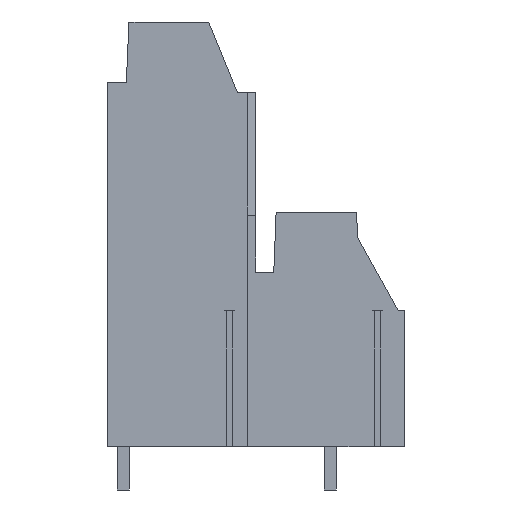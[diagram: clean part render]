
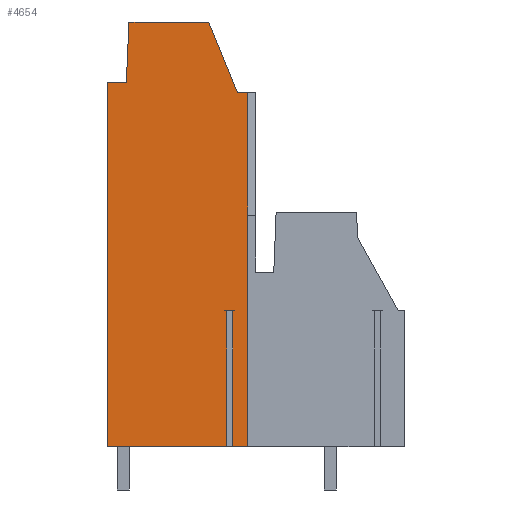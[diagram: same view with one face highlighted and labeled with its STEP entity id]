
A CAD part, left-side view. The second image highlights one B-rep face of the part: STEP entity #4654.
In plain terms, the highlighted planar face has unit normal (-1, 0, 0).
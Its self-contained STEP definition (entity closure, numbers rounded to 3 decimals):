
#4579=AXIS2_PLACEMENT_3D('Plane Axis2P3D',#4576,#4577,#4578) ;
#812=CARTESIAN_POINT('Vertex',(0.,21.94,3.2)) ;
#1004=CARTESIAN_POINT('Vertex',(0.,11.574,3.2)) ;
#1007=CARTESIAN_POINT('Line Origine',(0.,12.12,3.2)) ;
#1011=CARTESIAN_POINT('Vertex',(0.,12.665,3.2)) ;
#1060=CARTESIAN_POINT('Vertex',(0.,13.115,3.2)) ;
#1063=CARTESIAN_POINT('Line Origine',(0.,17.528,3.2)) ;
#1440=CARTESIAN_POINT('Vertex',(0.,11.574,29.26)) ;
#1443=CARTESIAN_POINT('Line Origine',(0.,11.574,16.23)) ;
#4576=CARTESIAN_POINT('Axis2P3D Location',(0.,11.,17.2)) ;
#4581=CARTESIAN_POINT('Line Origine',(0.,21.94,16.625)) ;
#4585=CARTESIAN_POINT('Vertex',(0.,21.94,30.05)) ;
#4588=CARTESIAN_POINT('Line Origine',(0.,13.115,8.2)) ;
#4592=CARTESIAN_POINT('Vertex',(0.,13.115,13.2)) ;
#4595=CARTESIAN_POINT('Line Origine',(0.,12.89,13.2)) ;
#4599=CARTESIAN_POINT('Vertex',(0.,12.665,13.2)) ;
#4602=CARTESIAN_POINT('Line Origine',(0.,12.665,8.2)) ;
#4607=CARTESIAN_POINT('Line Origine',(0.,11.956,29.26)) ;
#4611=CARTESIAN_POINT('Vertex',(0.,12.337,29.26)) ;
#4614=CARTESIAN_POINT('Line Origine',(0.,13.393,31.865)) ;
#4618=CARTESIAN_POINT('Vertex',(0.,14.449,34.47)) ;
#4621=CARTESIAN_POINT('Line Origine',(0.,17.389,34.47)) ;
#4625=CARTESIAN_POINT('Vertex',(0.,20.328,34.47)) ;
#4628=CARTESIAN_POINT('Line Origine',(0.,20.424,32.26)) ;
#4632=CARTESIAN_POINT('Vertex',(0.,20.521,30.05)) ;
#4635=CARTESIAN_POINT('Line Origine',(0.,21.23,30.05)) ;
#1008=DIRECTION('Vector Direction',(0.,1.,0.)) ;
#1064=DIRECTION('Vector Direction',(0.,1.,0.)) ;
#1444=DIRECTION('Vector Direction',(0.,0.,1.)) ;
#4577=DIRECTION('Axis2P3D Direction',(1.,0.,0.)) ;
#4578=DIRECTION('Axis2P3D XDirection',(0.,1.,0.)) ;
#4582=DIRECTION('Vector Direction',(0.,0.,-1.)) ;
#4589=DIRECTION('Vector Direction',(0.,0.,1.)) ;
#4596=DIRECTION('Vector Direction',(0.,1.,0.)) ;
#4603=DIRECTION('Vector Direction',(0.,0.,1.)) ;
#4608=DIRECTION('Vector Direction',(0.,1.,0.)) ;
#4615=DIRECTION('Vector Direction',(0.,0.376,0.927)) ;
#4622=DIRECTION('Vector Direction',(0.,1.,0.)) ;
#4629=DIRECTION('Vector Direction',(0.,-0.044,0.999)) ;
#4636=DIRECTION('Vector Direction',(0.,1.,0.)) ;
#1009=VECTOR('Line Direction',#1008,1.) ;
#1065=VECTOR('Line Direction',#1064,1.) ;
#1445=VECTOR('Line Direction',#1444,1.) ;
#4583=VECTOR('Line Direction',#4582,1.) ;
#4590=VECTOR('Line Direction',#4589,1.) ;
#4597=VECTOR('Line Direction',#4596,1.) ;
#4604=VECTOR('Line Direction',#4603,1.) ;
#4609=VECTOR('Line Direction',#4608,1.) ;
#4616=VECTOR('Line Direction',#4615,1.) ;
#4623=VECTOR('Line Direction',#4622,1.) ;
#4630=VECTOR('Line Direction',#4629,1.) ;
#4637=VECTOR('Line Direction',#4636,1.) ;
#4641=ORIENTED_EDGE('',*,*,#4587,.T.) ;
#4642=ORIENTED_EDGE('',*,*,#1067,.F.) ;
#4643=ORIENTED_EDGE('',*,*,#4594,.T.) ;
#4644=ORIENTED_EDGE('',*,*,#4601,.F.) ;
#4645=ORIENTED_EDGE('',*,*,#4606,.F.) ;
#4646=ORIENTED_EDGE('',*,*,#1013,.F.) ;
#4647=ORIENTED_EDGE('',*,*,#1447,.T.) ;
#4648=ORIENTED_EDGE('',*,*,#4613,.T.) ;
#4649=ORIENTED_EDGE('',*,*,#4620,.T.) ;
#4650=ORIENTED_EDGE('',*,*,#4627,.T.) ;
#4651=ORIENTED_EDGE('',*,*,#4634,.F.) ;
#4652=ORIENTED_EDGE('',*,*,#4639,.T.) ;
#4654=ADVANCED_FACE('housing',(#4653),#4580,.F.) ;
#1013=EDGE_CURVE('',#1005,#1012,#1010,.T.) ;
#1067=EDGE_CURVE('',#1061,#813,#1066,.T.) ;
#1447=EDGE_CURVE('',#1005,#1441,#1446,.T.) ;
#4587=EDGE_CURVE('',#4586,#813,#4584,.T.) ;
#4594=EDGE_CURVE('',#1061,#4593,#4591,.T.) ;
#4601=EDGE_CURVE('',#4600,#4593,#4598,.T.) ;
#4606=EDGE_CURVE('',#1012,#4600,#4605,.T.) ;
#4613=EDGE_CURVE('',#1441,#4612,#4610,.T.) ;
#4620=EDGE_CURVE('',#4612,#4619,#4617,.T.) ;
#4627=EDGE_CURVE('',#4619,#4626,#4624,.T.) ;
#4634=EDGE_CURVE('',#4633,#4626,#4631,.T.) ;
#4639=EDGE_CURVE('',#4633,#4586,#4638,.T.) ;
#4640=EDGE_LOOP('',(#4641,#4642,#4643,#4644,#4645,#4646,#4647,#4648,#4649,#4650,#4651,#4652)) ;
#4653=FACE_OUTER_BOUND('',#4640,.T.) ;
#1010=LINE('Line',#1007,#1009) ;
#1066=LINE('Line',#1063,#1065) ;
#1446=LINE('Line',#1443,#1445) ;
#4584=LINE('Line',#4581,#4583) ;
#4591=LINE('Line',#4588,#4590) ;
#4598=LINE('Line',#4595,#4597) ;
#4605=LINE('Line',#4602,#4604) ;
#4610=LINE('Line',#4607,#4609) ;
#4617=LINE('Line',#4614,#4616) ;
#4624=LINE('Line',#4621,#4623) ;
#4631=LINE('Line',#4628,#4630) ;
#4638=LINE('Line',#4635,#4637) ;
#4580=PLANE('',#4579) ;
#813=VERTEX_POINT('',#812) ;
#1005=VERTEX_POINT('',#1004) ;
#1012=VERTEX_POINT('',#1011) ;
#1061=VERTEX_POINT('',#1060) ;
#1441=VERTEX_POINT('',#1440) ;
#4586=VERTEX_POINT('',#4585) ;
#4593=VERTEX_POINT('',#4592) ;
#4600=VERTEX_POINT('',#4599) ;
#4612=VERTEX_POINT('',#4611) ;
#4619=VERTEX_POINT('',#4618) ;
#4626=VERTEX_POINT('',#4625) ;
#4633=VERTEX_POINT('',#4632) ;
